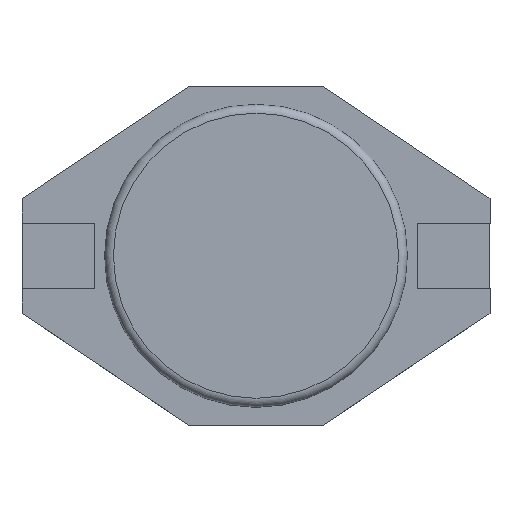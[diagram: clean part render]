
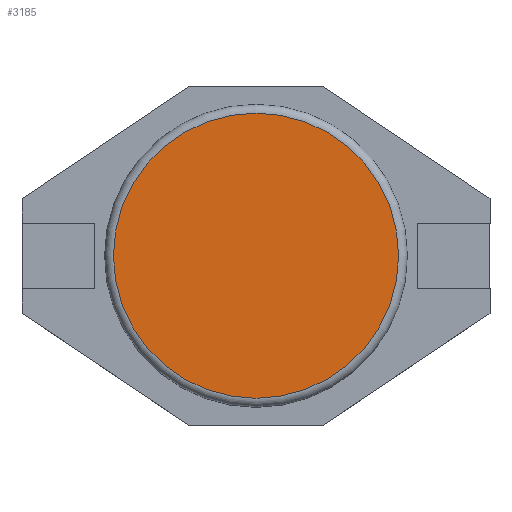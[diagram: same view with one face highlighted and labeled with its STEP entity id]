
A CAD part, top view. The second image highlights one B-rep face of the part: STEP entity #3185.
In plain terms, the highlighted planar face has unit normal (0, 0, 1).
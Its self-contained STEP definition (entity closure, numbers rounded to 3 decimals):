
#3101 = TOROIDAL_SURFACE('',#3102,3.945,0.245);
#3102 = AXIS2_PLACEMENT_3D('',#3103,#3104,#3105);
#3103 = CARTESIAN_POINT('',(0.,0.,4.965
    ));
#3104 = DIRECTION('',(0.,0.,1.));
#3105 = DIRECTION('',(1.,0.,0.));
#3136 = VERTEX_POINT('',#3137);
#3137 = CARTESIAN_POINT('',(3.945,0.,5.21));
#3159 = EDGE_CURVE('',#3136,#3136,#3160,.T.);
#3160 = SURFACE_CURVE('',#3161,(#3166,#3173),.PCURVE_S1.);
#3161 = CIRCLE('',#3162,3.945);
#3162 = AXIS2_PLACEMENT_3D('',#3163,#3164,#3165);
#3163 = CARTESIAN_POINT('',(0.,0.,5.21)
  );
#3164 = DIRECTION('',(0.,0.,-1.));
#3165 = DIRECTION('',(1.,0.,0.));
#3166 = PCURVE('',#3101,#3167);
#3167 = DEFINITIONAL_REPRESENTATION('',(#3168),#3172);
#3168 = LINE('',#3169,#3170);
#3169 = CARTESIAN_POINT('',(-0.,1.571));
#3170 = VECTOR('',#3171,1.);
#3171 = DIRECTION('',(-1.,0.));
#3172 = ( GEOMETRIC_REPRESENTATION_CONTEXT(2) 
PARAMETRIC_REPRESENTATION_CONTEXT() REPRESENTATION_CONTEXT('2D SPACE',''
  ) );
#3173 = PCURVE('',#3174,#3179);
#3174 = PLANE('',#3175);
#3175 = AXIS2_PLACEMENT_3D('',#3176,#3177,#3178);
#3176 = CARTESIAN_POINT('',(0.,0.,5.21));
#3177 = DIRECTION('',(-0.,0.,-1.));
#3178 = DIRECTION('',(1.,0.,0.));
#3179 = DEFINITIONAL_REPRESENTATION('',(#3180),#3184);
#3180 = CIRCLE('',#3181,3.945);
#3181 = AXIS2_PLACEMENT_2D('',#3182,#3183);
#3182 = CARTESIAN_POINT('',(0.,0.));
#3183 = DIRECTION('',(1.,0.));
#3184 = ( GEOMETRIC_REPRESENTATION_CONTEXT(2) 
PARAMETRIC_REPRESENTATION_CONTEXT() REPRESENTATION_CONTEXT('2D SPACE',''
  ) );
#3185 = ADVANCED_FACE('',(#3186),#3174,.F.);
#3186 = FACE_BOUND('',#3187,.F.);
#3187 = EDGE_LOOP('',(#3188));
#3188 = ORIENTED_EDGE('',*,*,#3159,.T.);
